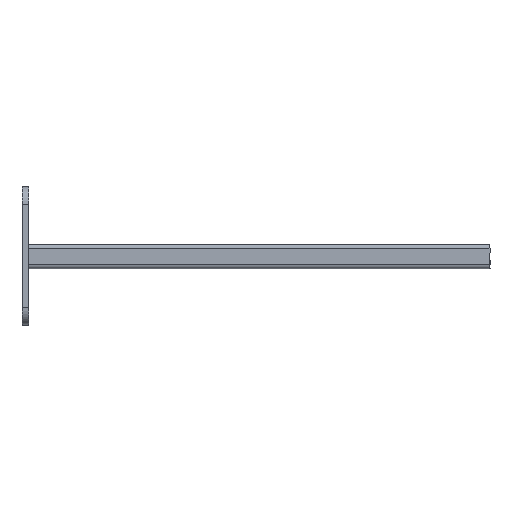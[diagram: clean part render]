
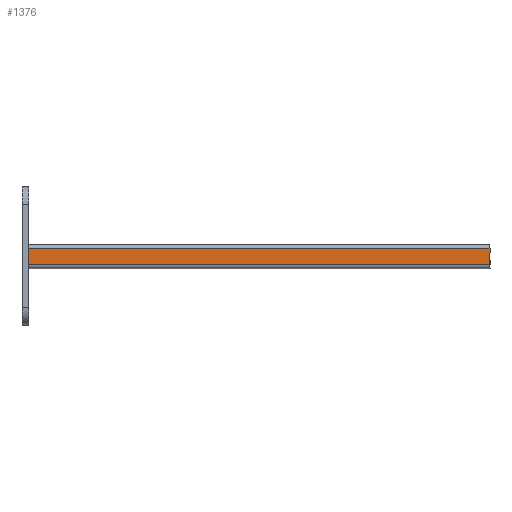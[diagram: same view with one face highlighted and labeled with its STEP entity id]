
A CAD part, left-side view. The second image highlights one B-rep face of the part: STEP entity #1376.
In plain terms, the highlighted planar face has unit normal (-1, 0, 0).
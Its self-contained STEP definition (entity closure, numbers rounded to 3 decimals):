
#476 = CARTESIAN_POINT ( 'NONE',  ( -20.5, -1500., -3.5 ) ) ;
#483 = DIRECTION ( 'NONE',  ( 0., 1., 0. ) ) ;
#484 = DIRECTION ( 'NONE',  ( 0., 0., 1. ) ) ;
#485 = CARTESIAN_POINT ( 'NONE',  ( -20.5, 200., -21. ) ) ;
#486 = DIRECTION ( 'NONE',  ( 0., 1., 0. ) ) ;
#487 = CARTESIAN_POINT ( 'NONE',  ( -20.5, -1500., -17.5 ) ) ;
#502 = DIRECTION ( 'NONE',  ( 0., 0., -1. ) ) ;
#504 = CARTESIAN_POINT ( 'NONE',  ( -20.5, -200., -21. ) ) ;
#586 = DIRECTION ( 'NONE',  ( 0., 0., 1. ) ) ;
#587 = DIRECTION ( 'NONE',  ( -1., 0., 0. ) ) ;
#591 = CARTESIAN_POINT ( 'NONE',  ( -20.5, -1500., -17.5 ) ) ;
#599 = PLANE ( 'NONE',  #1550 ) ;
#1175 = ORIENTED_EDGE ( 'NONE', *, *, #1669, .F. ) ;
#1254 = ORIENTED_EDGE ( 'NONE', *, *, #1673, .T. ) ;
#1255 = ORIENTED_EDGE ( 'NONE', *, *, #1670, .F. ) ;
#1256 = ORIENTED_EDGE ( 'NONE', *, *, #1667, .F. ) ;
#1376 = ADVANCED_FACE ( 'NONE', ( #2432 ), #599, .T. ) ;
#1417 = VECTOR ( 'NONE', #483, 1000. ) ;
#1421 = VECTOR ( 'NONE', #484, 1000. ) ;
#1423 = VECTOR ( 'NONE', #486, 1000. ) ;
#1424 = LINE ( 'NONE', #485, #1421 ) ;
#1426 = LINE ( 'NONE', #487, #1423 ) ;
#1428 = VECTOR ( 'NONE', #502, 1000. ) ;
#1430 = LINE ( 'NONE', #504, #1428 ) ;
#1433 = LINE ( 'NONE', #476, #1417 ) ;
#1550 = AXIS2_PLACEMENT_3D ( 'NONE', #591, #587, #586 ) ;
#1667 = EDGE_CURVE ( 'NONE', #2637, #2418, #1430, .T. ) ;
#1669 = EDGE_CURVE ( 'NONE', #2418, #2492, #1426, .T. ) ;
#1670 = EDGE_CURVE ( 'NONE', #2492, #2412, #1424, .T. ) ;
#1673 = EDGE_CURVE ( 'NONE', #2637, #2412, #1433, .T. ) ;
#2128 = CARTESIAN_POINT ( 'NONE',  ( -20.5, -200., -3.5 ) ) ;
#2238 = CARTESIAN_POINT ( 'NONE',  ( -20.5, 200., -17.5 ) ) ;
#2275 = CARTESIAN_POINT ( 'NONE',  ( -20.5, -200., -17.5 ) ) ;
#2282 = CARTESIAN_POINT ( 'NONE',  ( -20.5, 200., -3.5 ) ) ;
#2412 = VERTEX_POINT ( 'NONE', #2282 ) ;
#2418 = VERTEX_POINT ( 'NONE', #2275 ) ;
#2432 = FACE_OUTER_BOUND ( 'NONE', #3133, .T. ) ;
#2492 = VERTEX_POINT ( 'NONE', #2238 ) ;
#2637 = VERTEX_POINT ( 'NONE', #2128 ) ;
#3133 = EDGE_LOOP ( 'NONE', ( #1254, #1255, #1175, #1256 ) ) ;
